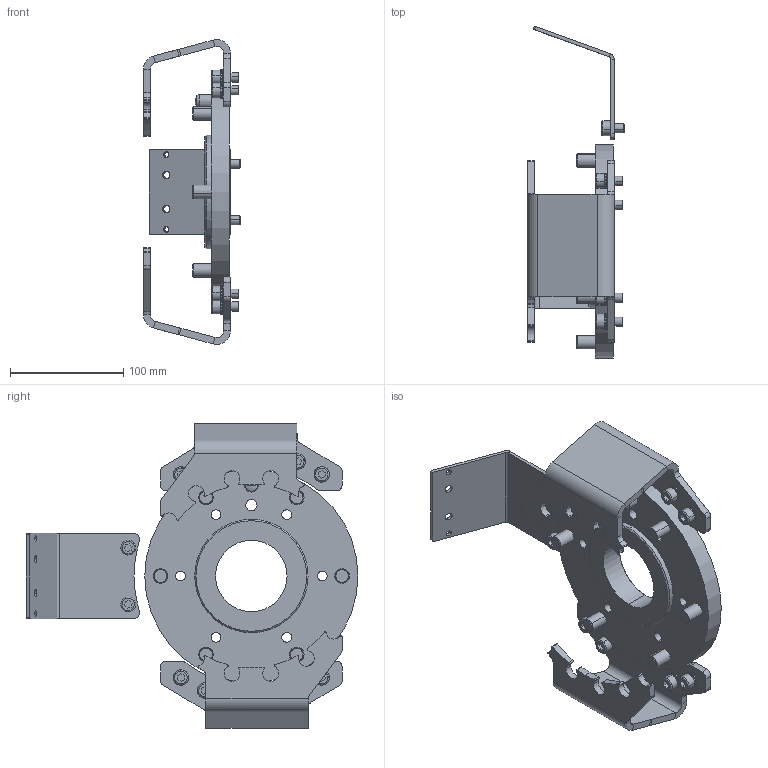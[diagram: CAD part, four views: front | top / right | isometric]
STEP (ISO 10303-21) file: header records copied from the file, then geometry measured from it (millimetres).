
FILE_DESCRIPTION (( 'STEP AP203' ), '1' );
FILE_NAME ('P6490A.STEP', '2020-01-07T06:50:36', ( 'admin' ), ( '' ), 'SwSTEP 2.0', 'SolidWorks 2017', '' );
FILE_SCHEMA (( 'CONFIG_CONTROL_DESIGN' ));
Length unit declared in the file: millimetre
Products named in the file (1): P6490A
Bounding box: 85.5 x 292.65 x 268.66 mm (x, y, z)
Volume: 652877.5 mm3; surface area: 191679.5 mm2
Topology: 29 solids, 29 shells, 1536 faces, 4072 edges, 2632 vertices
Faces by surface type: plane 1149, cylinder 307, cone 44, torus 32, bspline 2, sphere 2
Entity records: 47241 total; most frequent: CARTESIAN_POINT 9137, ORIENTED_EDGE 8140, DIRECTION 7662, EDGE_CURVE 4070, VECTOR 2956, LINE 2956, VERTEX_POINT 2632, AXIS2_PLACEMENT_3D 2353
